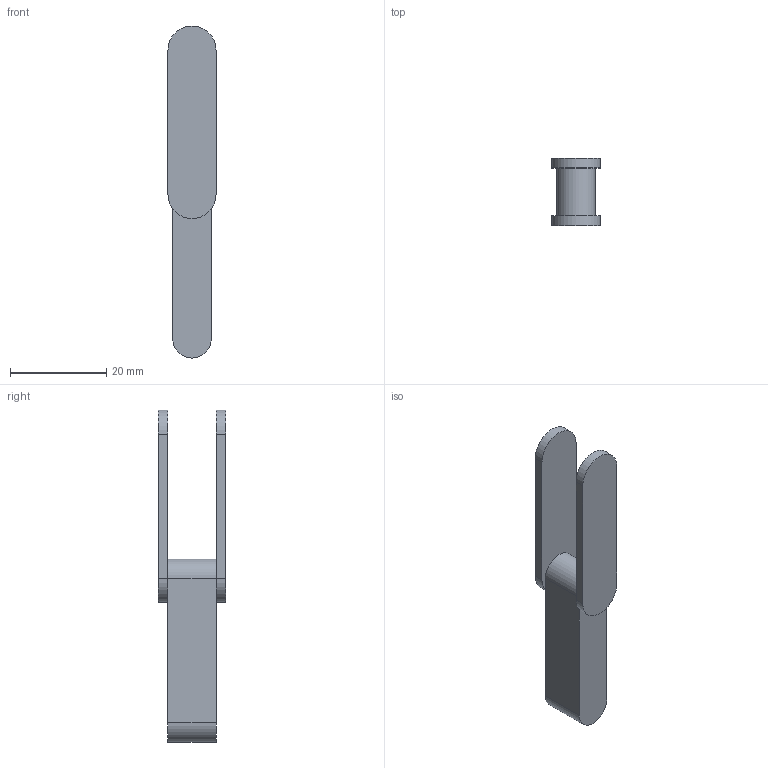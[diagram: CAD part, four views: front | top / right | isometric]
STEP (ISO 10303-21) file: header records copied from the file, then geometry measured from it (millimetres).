
FILE_DESCRIPTION(/* description */ ('','CAx-IF Rec.Pracs.---Representation and Presentation of Product Manufacturing Information (PMI)---4.0---2014-10-13'),/* implementation_level */ '2;1');
FILE_NAME(/* name */ 'tc1-ap242.stp',/* time_stamp */ '2022-07-21T14:06:40+02:00',/* author */ ('Weigand'),/* organization */ (''),/* preprocessor_version */ 'ST-DEVELOPER v18.1',/* originating_system */ 'Autodesk Inventor 2022',/* authorisation */ '');
FILE_SCHEMA (('AP242_MANAGED_MODEL_BASED_3D_ENGINEERING_MIM_LF { 1 0 10303 442 1 1 4 }'));
Length unit declared in the file: millimetre
Products named in the file (3): assembly; part1; part2
Assembly tree (2 placements, depth 2):
  assembly
    part1
    part2
Bounding box: 10 x 14 x 69 mm (x, y, z)
Volume: 4416.8 mm3; surface area: 3547.3 mm2
Topology: 2 solids, 2 shells, 20 faces, 42 edges, 28 vertices
Faces by surface type: plane 12, cylinder 8
Full cylindrical faces by diameter (mm): 5 x2
Entity records: 845 total; most frequent: DIRECTION 162, CARTESIAN_POINT 130, ORIENTED_EDGE 84, AXIS2_PLACEMENT_3D 68, EDGE_CURVE 42, VERTEX_POINT 28, LINE 26, VECTOR 26
